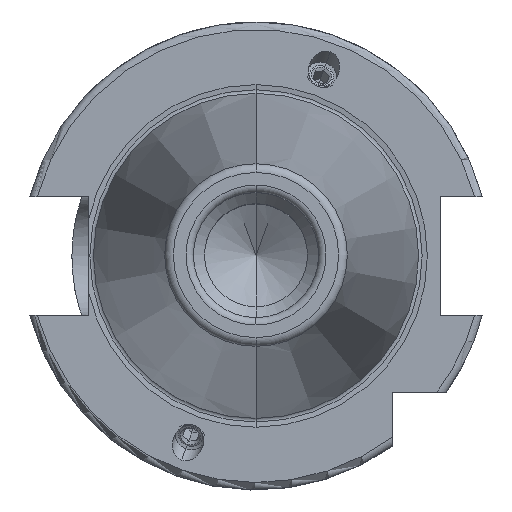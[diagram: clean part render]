
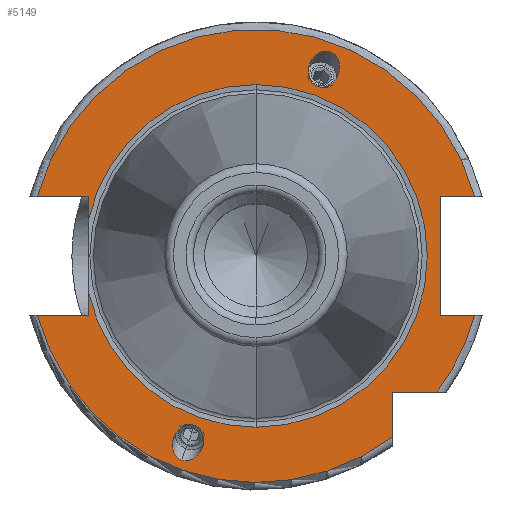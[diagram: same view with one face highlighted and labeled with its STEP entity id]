
A CAD part, top view. The second image highlights one B-rep face of the part: STEP entity #5149.
In plain terms, the highlighted planar face has unit normal (0, 0, 1).
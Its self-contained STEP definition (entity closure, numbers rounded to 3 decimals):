
#301=CARTESIAN_POINT('',(0,0,18.1));
#302=DIRECTION('',(0,0,1));
#303=DIRECTION('',(0,1,0));
#304=AXIS2_PLACEMENT_3D('',#301,#302,#303);
#314=CARTESIAN_POINT('',(0,0,18.1));
#315=DIRECTION('',(0,0,1));
#316=DIRECTION('',(-0.976,-0.22,0));
#317=AXIS2_PLACEMENT_3D('',#314,#315,#316);
#1969=DIRECTION('',(1,0,0));
#1970=VECTOR('',#1969,7.004);
#1971=CARTESIAN_POINT('',(-29.704,-8.05,18.1));
#1972=LINE('',#1971,#1970);
#1973=DIRECTION('',(0,1,0));
#1974=VECTOR('',#1973,2.939);
#1975=CARTESIAN_POINT('',(-22.7,-8.05,18.1));
#1976=LINE('',#1975,#1974);
#1977=DIRECTION('',(0,1,0));
#1978=VECTOR('',#1977,2.939);
#1979=CARTESIAN_POINT('',(-22.7,5.111,18.1));
#1980=LINE('',#1979,#1978);
#1981=DIRECTION('',(1,0,0));
#1982=VECTOR('',#1981,7.004);
#1983=CARTESIAN_POINT('',(-29.704,8.05,18.1));
#1984=LINE('',#1983,#1982);
#1985=DIRECTION('',(-1,0,0));
#1986=VECTOR('',#1985,4.704);
#1987=CARTESIAN_POINT('',(29.704,8.05,18.1));
#1988=LINE('',#1987,#1986);
#1989=DIRECTION('',(0,-1,0));
#1990=VECTOR('',#1989,16.1);
#1991=CARTESIAN_POINT('',(25,8.05,18.1));
#1992=LINE('',#1991,#1990);
#1993=DIRECTION('',(-1,0,0));
#1994=VECTOR('',#1993,4.704);
#1995=CARTESIAN_POINT('',(29.704,-8.05,18.1));
#1996=LINE('',#1995,#1994);
#1997=CARTESIAN_POINT('',(0,0,18.1));
#1998=DIRECTION('',(0,0,1));
#1999=DIRECTION('',(0.799,-0.601,0));
#2000=AXIS2_PLACEMENT_3D('',#1997,#1998,#1999);
#2002=DIRECTION('',(-1,0,0));
#2003=VECTOR('',#2002,6.094);
#2004=CARTESIAN_POINT('',(24.594,-18.5,18.1));
#2005=LINE('',#2004,#2003);
#2006=DIRECTION('',(0,1,0));
#2007=VECTOR('',#2006,6.094);
#2008=CARTESIAN_POINT('',(18.5,-24.594,18.1));
#2009=LINE('',#2008,#2007);
#2010=CARTESIAN_POINT('',(8.379,23.02,18.1));
#2011=CARTESIAN_POINT('',(8.152,23.103,18.1));
#2012=CARTESIAN_POINT('',(7.698,23.381,18.1));
#2013=CARTESIAN_POINT('',(7.208,24.17,18.1));
#2014=CARTESIAN_POINT('',(7.094,25.,18.1));
#2015=CARTESIAN_POINT('',(7.174,25.641,18.1));
#2016=CARTESIAN_POINT('',(7.298,26.077,18.1));
#2017=CARTESIAN_POINT('',(7.483,26.49,18.1));
#2018=CARTESIAN_POINT('',(7.834,27.033,18.1));
#2019=CARTESIAN_POINT('',(8.455,27.594,18.1));
#2020=CARTESIAN_POINT('',(9.337,27.884,18.1));
#2021=CARTESIAN_POINT('',(9.863,27.806,18.1));
#2022=CARTESIAN_POINT('',(10.09,27.723,18.1));
#2024=CARTESIAN_POINT('',(10.09,27.723,18.1));
#2025=CARTESIAN_POINT('',(10.318,27.641,18.1));
#2026=CARTESIAN_POINT('',(10.771,27.362,18.1));
#2027=CARTESIAN_POINT('',(11.261,26.573,18.1));
#2028=CARTESIAN_POINT('',(11.375,25.744,18.1));
#2029=CARTESIAN_POINT('',(11.295,25.103,18.1));
#2030=CARTESIAN_POINT('',(11.171,24.667,18.1));
#2031=CARTESIAN_POINT('',(10.986,24.253,18.1));
#2032=CARTESIAN_POINT('',(10.635,23.711,18.1));
#2033=CARTESIAN_POINT('',(10.014,23.149,18.1));
#2034=CARTESIAN_POINT('',(9.133,22.859,18.1));
#2035=CARTESIAN_POINT('',(8.606,22.937,18.1));
#2036=CARTESIAN_POINT('',(8.379,23.02,18.1));
#2038=CARTESIAN_POINT('',(-8.379,-23.02,18.1));
#2039=CARTESIAN_POINT('',(-8.606,-22.937,18.1));
#2040=CARTESIAN_POINT('',(-9.133,-22.859,18.1));
#2041=CARTESIAN_POINT('',(-10.014,-23.149,18.1));
#2042=CARTESIAN_POINT('',(-10.635,-23.711,18.1));
#2043=CARTESIAN_POINT('',(-10.986,-24.253,18.1));
#2044=CARTESIAN_POINT('',(-11.171,-24.667,18.1));
#2045=CARTESIAN_POINT('',(-11.295,-25.103,18.1));
#2046=CARTESIAN_POINT('',(-11.375,-25.744,18.1));
#2047=CARTESIAN_POINT('',(-11.261,-26.573,18.1));
#2048=CARTESIAN_POINT('',(-10.771,-27.362,18.1));
#2049=CARTESIAN_POINT('',(-10.318,-27.641,18.1));
#2050=CARTESIAN_POINT('',(-10.09,-27.723,18.1));
#2052=CARTESIAN_POINT('',(-10.09,-27.723,18.1));
#2053=CARTESIAN_POINT('',(-9.863,-27.806,18.1));
#2054=CARTESIAN_POINT('',(-9.337,-27.884,18.1));
#2055=CARTESIAN_POINT('',(-8.455,-27.594,18.1));
#2056=CARTESIAN_POINT('',(-7.834,-27.033,18.1));
#2057=CARTESIAN_POINT('',(-7.483,-26.49,18.1));
#2058=CARTESIAN_POINT('',(-7.298,-26.077,18.1));
#2059=CARTESIAN_POINT('',(-7.174,-25.641,18.1));
#2060=CARTESIAN_POINT('',(-7.094,-25.,18.1));
#2061=CARTESIAN_POINT('',(-7.208,-24.17,18.1));
#2062=CARTESIAN_POINT('',(-7.698,-23.381,18.1));
#2063=CARTESIAN_POINT('',(-8.152,-23.103,18.1));
#2064=CARTESIAN_POINT('',(-8.379,-23.02,18.1));
#2066=CARTESIAN_POINT('',(0,0,18.1));
#2067=DIRECTION('',(0,0,-1));
#2068=DIRECTION('',(0,1,0));
#2069=AXIS2_PLACEMENT_3D('',#2066,#2067,#2068);
#2094=CARTESIAN_POINT('',(0,0,18.1));
#2095=DIRECTION('',(0,0,1));
#2096=DIRECTION('',(0.965,0.262,0));
#2097=AXIS2_PLACEMENT_3D('',#2094,#2095,#2096);
#2145=CARTESIAN_POINT('',(0,0,18.1));
#2146=DIRECTION('',(0,0,1));
#2147=DIRECTION('',(-0.965,-0.262,0));
#2148=AXIS2_PLACEMENT_3D('',#2145,#2146,#2147);
#2748=CARTESIAN_POINT('',(-29.704,-8.05,18.1));
#2749=CARTESIAN_POINT('',(-22.7,-8.05,18.1));
#2750=VERTEX_POINT('',#2748);
#2751=VERTEX_POINT('',#2749);
#2752=CARTESIAN_POINT('',(-22.7,-5.111,18.1));
#2753=VERTEX_POINT('',#2752);
#2754=CARTESIAN_POINT('',(-22.7,5.111,18.1));
#2755=CARTESIAN_POINT('',(-22.7,8.05,18.1));
#2756=VERTEX_POINT('',#2754);
#2757=VERTEX_POINT('',#2755);
#2758=CARTESIAN_POINT('',(-29.704,8.05,18.1));
#2759=VERTEX_POINT('',#2758);
#2760=CARTESIAN_POINT('',(25,8.05,18.1));
#2761=CARTESIAN_POINT('',(25,-8.05,18.1));
#2762=VERTEX_POINT('',#2760);
#2763=VERTEX_POINT('',#2761);
#2764=CARTESIAN_POINT('',(29.704,-8.05,18.1));
#2765=VERTEX_POINT('',#2764);
#2766=CARTESIAN_POINT('',(29.704,8.05,18.1));
#2767=VERTEX_POINT('',#2766);
#2768=CARTESIAN_POINT('',(18.5,-24.594,18.1));
#2769=CARTESIAN_POINT('',(18.5,-18.5,18.1));
#2770=VERTEX_POINT('',#2768);
#2771=VERTEX_POINT('',#2769);
#2772=CARTESIAN_POINT('',(24.594,-18.5,18.1));
#2773=VERTEX_POINT('',#2772);
#2822=CARTESIAN_POINT('',(0,23.268,18.1));
#2823=VERTEX_POINT('',#2822);
#2824=CARTESIAN_POINT('',(0,-23.268,18.1));
#2825=VERTEX_POINT('',#2824);
#2866=CARTESIAN_POINT('',(8.379,23.02,18.1));
#2868=VERTEX_POINT('',#2866);
#2874=VERTEX_POINT('',#2022);
#2895=CARTESIAN_POINT('',(-8.379,-23.02,18.1));
#2897=VERTEX_POINT('',#2895);
#2903=CARTESIAN_POINT('',(-10.09,-27.723,18.1));
#2904=VERTEX_POINT('',#2903);
#5111=CARTESIAN_POINT('',(0,0,18.1));
#5112=DIRECTION('',(0,0,-1));
#5113=DIRECTION('',(0,-1,0));
#5114=AXIS2_PLACEMENT_3D('',#5111,#5112,#5113);
#5115=PLANE('',#5114);
#5116=ORIENTED_EDGE('',*,*,#3506,.T.);
#5117=ORIENTED_EDGE('',*,*,#3489,.T.);
#5118=ORIENTED_EDGE('',*,*,#3470,.T.);
#5120=ORIENTED_EDGE('',*,*,#5119,.F.);
#5121=ORIENTED_EDGE('',*,*,#3463,.T.);
#5122=ORIENTED_EDGE('',*,*,#3486,.T.);
#5123=ORIENTED_EDGE('',*,*,#4499,.F.);
#5125=ORIENTED_EDGE('',*,*,#5124,.F.);
#5126=ORIENTED_EDGE('',*,*,#4871,.T.);
#5127=ORIENTED_EDGE('',*,*,#4102,.T.);
#5128=ORIENTED_EDGE('',*,*,#4252,.F.);
#5130=ORIENTED_EDGE('',*,*,#5129,.F.);
#5131=ORIENTED_EDGE('',*,*,#4592,.T.);
#5132=ORIENTED_EDGE('',*,*,#4781,.F.);
#5134=ORIENTED_EDGE('',*,*,#5133,.F.);
#5135=EDGE_LOOP('',(#5116,#5117,#5118,#5120,#5121,#5122,#5123,#5125,#5126,#5127,
#5128,#5130,#5131,#5132,#5134));
#5136=FACE_OUTER_BOUND('',#5135,.F.);
#5138=ORIENTED_EDGE('',*,*,#5137,.F.);
#5140=ORIENTED_EDGE('',*,*,#5139,.F.);
#5141=EDGE_LOOP('',(#5138,#5140));
#5142=FACE_BOUND('',#5141,.F.);
#5144=ORIENTED_EDGE('',*,*,#5143,.T.);
#5146=ORIENTED_EDGE('',*,*,#5145,.T.);
#5147=EDGE_LOOP('',(#5144,#5146));
#5148=FACE_BOUND('',#5147,.F.);
#5149=ADVANCED_FACE('',(#5136,#5142,#5148),#5115,.F.);
#305=CIRCLE('',#304,23.268);
#318=CIRCLE('',#317,23.268);
#2001=CIRCLE('',#2000,30.775);
#2023=B_SPLINE_CURVE_WITH_KNOTS('',3,(#2010,#2011,#2012,#2013,#2014,#2015,#2016,
#2017,#2018,#2019,#2020,#2021,#2022),.UNSPECIFIED.,.F.,.F.,(4,1,1,1,1,1,1,1,1,1,
4),(0,0.125,0.25,0.375,0.438,0.5,0.563,0.625,0.75,0.875,
1.0),.UNSPECIFIED.);
#2037=B_SPLINE_CURVE_WITH_KNOTS('',3,(#2024,#2025,#2026,#2027,#2028,#2029,#2030,
#2031,#2032,#2033,#2034,#2035,#2036),.UNSPECIFIED.,.F.,.F.,(4,1,1,1,1,1,1,1,1,1,
4),(0,0.125,0.25,0.375,0.438,0.5,0.563,0.625,0.75,0.875,
1.0),.UNSPECIFIED.);
#2051=B_SPLINE_CURVE_WITH_KNOTS('',3,(#2038,#2039,#2040,#2041,#2042,#2043,#2044,
#2045,#2046,#2047,#2048,#2049,#2050),.UNSPECIFIED.,.F.,.F.,(4,1,1,1,1,1,1,1,1,1,
4),(0,0.125,0.25,0.375,0.438,0.5,0.563,0.625,0.75,0.875,
1.0),.UNSPECIFIED.);
#2065=B_SPLINE_CURVE_WITH_KNOTS('',3,(#2052,#2053,#2054,#2055,#2056,#2057,#2058,
#2059,#2060,#2061,#2062,#2063,#2064),.UNSPECIFIED.,.F.,.F.,(4,1,1,1,1,1,1,1,1,1,
4),(0,0.125,0.25,0.375,0.438,0.5,0.563,0.625,0.75,0.875,
1.0),.UNSPECIFIED.);
#2070=CIRCLE('',#2069,23.268);
#2098=CIRCLE('',#2097,30.775);
#2149=CIRCLE('',#2148,30.775);
#3463=EDGE_CURVE('',#2823,#2756,#305,.T.);
#3470=EDGE_CURVE('',#2753,#2825,#318,.T.);
#3486=EDGE_CURVE('',#2756,#2757,#1980,.T.);
#3489=EDGE_CURVE('',#2751,#2753,#1976,.T.);
#3506=EDGE_CURVE('',#2750,#2751,#1972,.T.);
#4102=EDGE_CURVE('',#2762,#2763,#1992,.T.);
#4252=EDGE_CURVE('',#2765,#2763,#1996,.T.);
#4499=EDGE_CURVE('',#2759,#2757,#1984,.T.);
#4592=EDGE_CURVE('',#2773,#2771,#2005,.T.);
#4781=EDGE_CURVE('',#2770,#2771,#2009,.T.);
#4871=EDGE_CURVE('',#2767,#2762,#1988,.T.);
#5119=EDGE_CURVE('',#2823,#2825,#2070,.T.);
#5124=EDGE_CURVE('',#2767,#2759,#2098,.T.);
#5129=EDGE_CURVE('',#2773,#2765,#2001,.T.);
#5133=EDGE_CURVE('',#2750,#2770,#2149,.T.);
#5137=EDGE_CURVE('',#2868,#2874,#2023,.T.);
#5139=EDGE_CURVE('',#2874,#2868,#2037,.T.);
#5143=EDGE_CURVE('',#2897,#2904,#2051,.T.);
#5145=EDGE_CURVE('',#2904,#2897,#2065,.T.);
